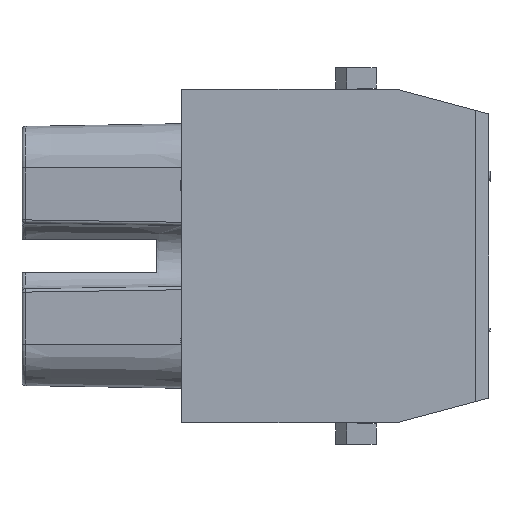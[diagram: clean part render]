
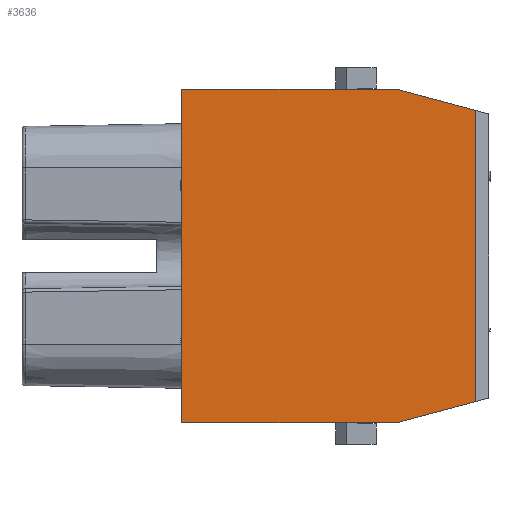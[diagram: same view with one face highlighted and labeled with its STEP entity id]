
A CAD part, left-side view. The second image highlights one B-rep face of the part: STEP entity #3636.
In plain terms, the highlighted planar face has unit normal (-1, 0, 0).
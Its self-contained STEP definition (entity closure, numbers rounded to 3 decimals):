
#17=DIRECTION('',(0.,1.,0.));
#18=VECTOR('',#17,19.5);
#19=CARTESIAN_POINT('',(-7.3,-34.,15.15));
#20=LINE('',#19,#18);
#964=DIRECTION('',(0.,0.,-1.));
#965=VECTOR('',#964,26.443);
#966=CARTESIAN_POINT('',(-7.3,-41.2,13.221));
#967=LINE('',#966,#965);
#968=DIRECTION('',(0.,-0.966,0.259));
#969=VECTOR('',#968,7.454);
#970=CARTESIAN_POINT('',(-7.3,-34.,-15.15));
#971=LINE('',#970,#969);
#972=DIRECTION('',(0.,1.,0.));
#973=VECTOR('',#972,19.5);
#974=CARTESIAN_POINT('',(-7.3,-34.,-15.15));
#975=LINE('',#974,#973);
#976=DIRECTION('',(0.,0.,1.));
#977=VECTOR('',#976,30.3);
#978=CARTESIAN_POINT('',(-7.3,-14.5,-15.15));
#979=LINE('',#978,#977);
#980=DIRECTION('',(0.,0.966,0.259));
#981=VECTOR('',#980,7.454);
#982=CARTESIAN_POINT('',(-7.3,-41.2,13.221));
#983=LINE('',#982,#981);
#2226=CARTESIAN_POINT('',(-7.3,-14.5,-15.15));
#2227=CARTESIAN_POINT('',(-7.3,-14.5,15.15));
#2228=VERTEX_POINT('',#2226);
#2229=VERTEX_POINT('',#2227);
#2230=CARTESIAN_POINT('',(-7.3,-34.,-15.15));
#2232=VERTEX_POINT('',#2230);
#2235=CARTESIAN_POINT('',(-7.3,-34.,15.15));
#2237=VERTEX_POINT('',#2235);
#2239=CARTESIAN_POINT('',(-7.3,-41.2,-13.221));
#2241=VERTEX_POINT('',#2239);
#2242=CARTESIAN_POINT('',(-7.3,-41.2,13.221));
#2243=VERTEX_POINT('',#2242);
#3622=CARTESIAN_POINT('',(-7.3,0.,-15.15));
#3623=DIRECTION('',(-1.,0.,0.));
#3624=DIRECTION('',(0.,0.,1.));
#3625=AXIS2_PLACEMENT_3D('',#3622,#3623,#3624);
#3626=PLANE('',#3625);
#3627=ORIENTED_EDGE('',*,*,#2722,.T.);
#3628=ORIENTED_EDGE('',*,*,#2744,.F.);
#3630=ORIENTED_EDGE('',*,*,#3629,.T.);
#3631=ORIENTED_EDGE('',*,*,#3456,.T.);
#3632=ORIENTED_EDGE('',*,*,#2541,.F.);
#3633=ORIENTED_EDGE('',*,*,#2703,.F.);
#3634=EDGE_LOOP('',(#3627,#3628,#3630,#3631,#3632,#3633));
#3635=FACE_OUTER_BOUND('',#3634,.F.);
#3636=ADVANCED_FACE('',(#3635),#3626,.T.);
#2541=EDGE_CURVE('',#2237,#2229,#20,.T.);
#2703=EDGE_CURVE('',#2243,#2237,#983,.T.);
#2722=EDGE_CURVE('',#2243,#2241,#967,.T.);
#2744=EDGE_CURVE('',#2232,#2241,#971,.T.);
#3456=EDGE_CURVE('',#2228,#2229,#979,.T.);
#3629=EDGE_CURVE('',#2232,#2228,#975,.T.);
